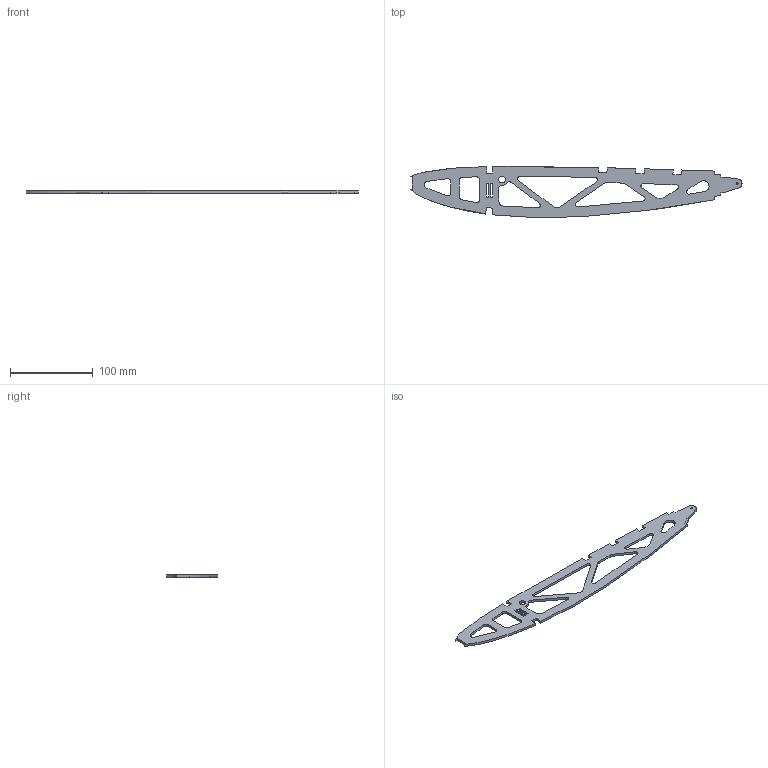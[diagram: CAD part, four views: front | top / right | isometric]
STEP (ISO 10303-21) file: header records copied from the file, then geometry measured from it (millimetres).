
FILE_DESCRIPTION(('CATIA V5 STEP','CAx-IF Rec.Pracs.--- Model Styling and Organization---1.5--- 2016-08-15','CAx-IF Rec.Pracs.---Supplemental Geometry---1.0---2011-11-01','CAx-IF Rec.Pracs.--- Composite Materials ---3.4---2017-06-13','CAx-IF Rec.Pracs.---External References---2.1---2005-01-19','CAx-IF Rec.Pracs.---Tessellated 3D Geometry---1.0---2015-12-17'),'2;1');
FILE_NAME('Symmetry of W15_Rib_M_Poplar_3mm_1.stp','2023-07-10T17:27:42+00:00',('none'),('none'),'CATIA Version 5-6 Release 2020 SP6','CATIA V5 STEP AP242 v2','none');
FILE_SCHEMA(('AP242_MANAGED_MODEL_BASED_3D_ENGINEERING_MIM_LF {1 0 10303 442 1 1 4}'));
Length unit declared in the file: millimetre
Products named in the file (1): Symmetry of W15_Rib_M_Poplar_3mm_1
Bounding box: 402.16 x 62.13 x 3 mm (x, y, z)
Volume: 37136.9 mm3; surface area: 30570.4 mm2
Topology: 1 solids, 1 shells, 96 faces, 282 edges, 188 vertices
Faces by surface type: plane 50, cylinder 30, extrusion 16
Entity records: 3459 total; most frequent: CARTESIAN_POINT 919, ORIENTED_EDGE 564, DIRECTION 416, EDGE_CURVE 282, VECTOR 206, LINE 190, VERTEX_POINT 188, AXIS2_PLACEMENT_3D 136
